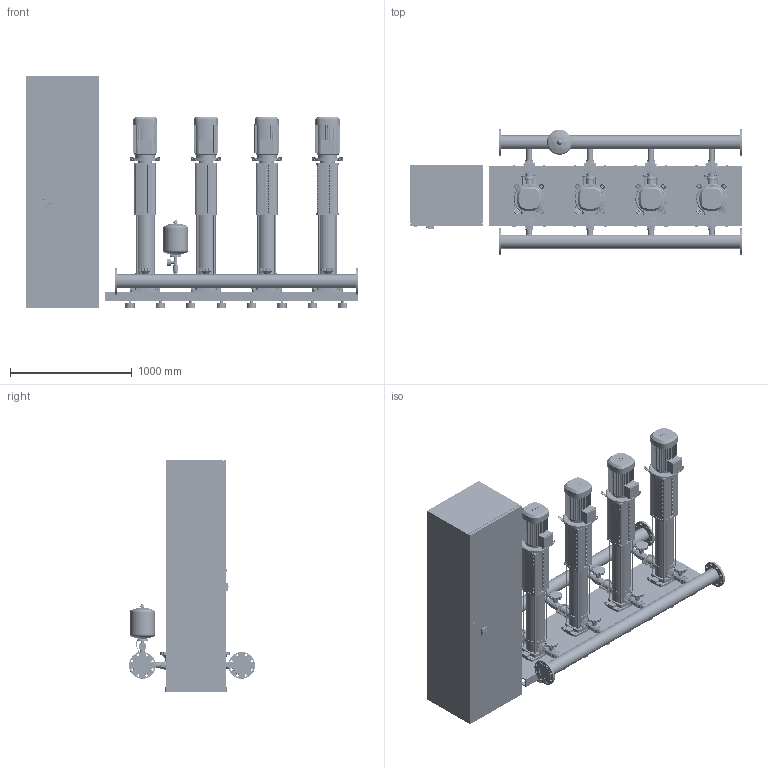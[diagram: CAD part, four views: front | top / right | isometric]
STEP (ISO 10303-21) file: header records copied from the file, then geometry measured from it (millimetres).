
FILE_DESCRIPTION((''),'2;1');
FILE_NAME('3d_CO-4HELIXV1611_K_CC-01-2532228.stp','2016-01-25T09:13:39',(''),(''),'Mechanical Desktop 2009','Mechanical Desktop 2009',', , ');
FILE_SCHEMA(('CONFIG_CONTROL_DESIGN'));
Length unit declared in the file: millimetre
Products named in the file (1): Product
Bounding box: 2730 x 1036 x 1900 mm (x, y, z)
Volume: 772187860 mm3; surface area: 20450278.6 mm2
Topology: 203 solids, 203 shells, 8077 faces, 21527 edges, 14129 vertices
Faces by surface type: plane 3645, bspline 2152, cylinder 1806, cone 328, torus 120, sphere 26
Entity records: 267718 total; most frequent: CARTESIAN_POINT 66188, ORIENTED_EDGE 43006, DIRECTION 38729, EDGE_CURVE 21503, VECTOR 14377, LINE 14377, VERTEX_POINT 14124, AXIS2_PLACEMENT_3D 12176
